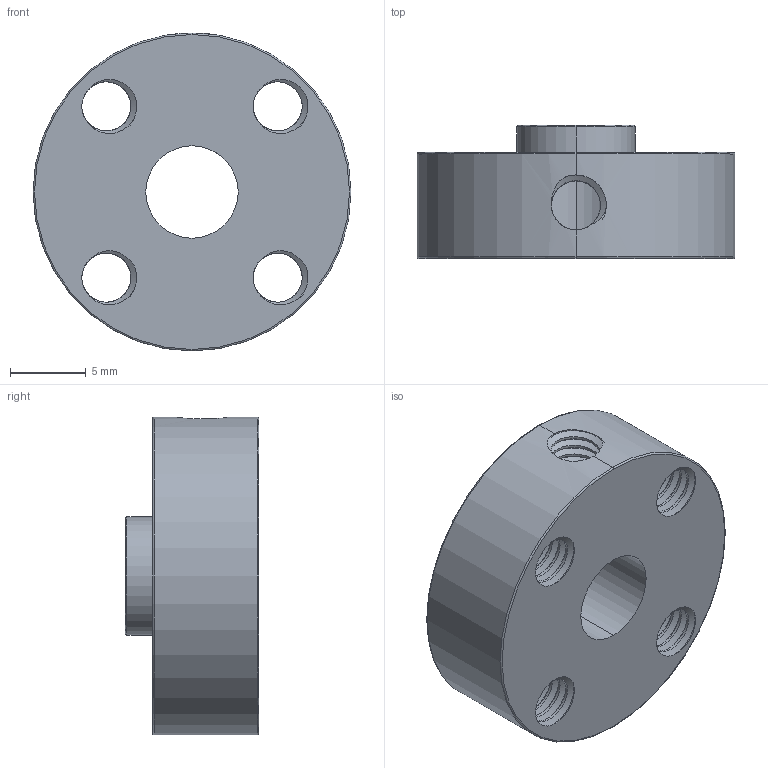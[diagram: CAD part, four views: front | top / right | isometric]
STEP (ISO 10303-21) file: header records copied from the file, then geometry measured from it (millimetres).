
FILE_DESCRIPTION (( 'STEP AP214' ), '1' );
FILE_NAME ('08-0008.step', '2020-04-06T07:09:25', ( '' ), ( '' ), 'SwSTEP 2.0', 'SolidWorks 2020', '' );
FILE_SCHEMA (( 'AUTOMOTIVE_DESIGN' ));
Length unit declared in the file: millimetre
Products named in the file (1): 08-0008
Bounding box: 21 x 8.8 x 21 mm (x, y, z)
Volume: 1893.2 mm3; surface area: 1855.1 mm2
Topology: 1 solids, 1 shells, 143 faces, 420 edges, 278 vertices
Faces by surface type: cylinder 115, bspline 19, torus 6, plane 3
Entity records: 28206 total; most frequent: CARTESIAN_POINT 24979, ORIENTED_EDGE 840, DIRECTION 425, EDGE_CURVE 420, VERTEX_POINT 278, B_SPLINE_CURVE_WITH_KNOTS 240, AXIS2_PLACEMENT_3D 157, EDGE_LOOP 154
